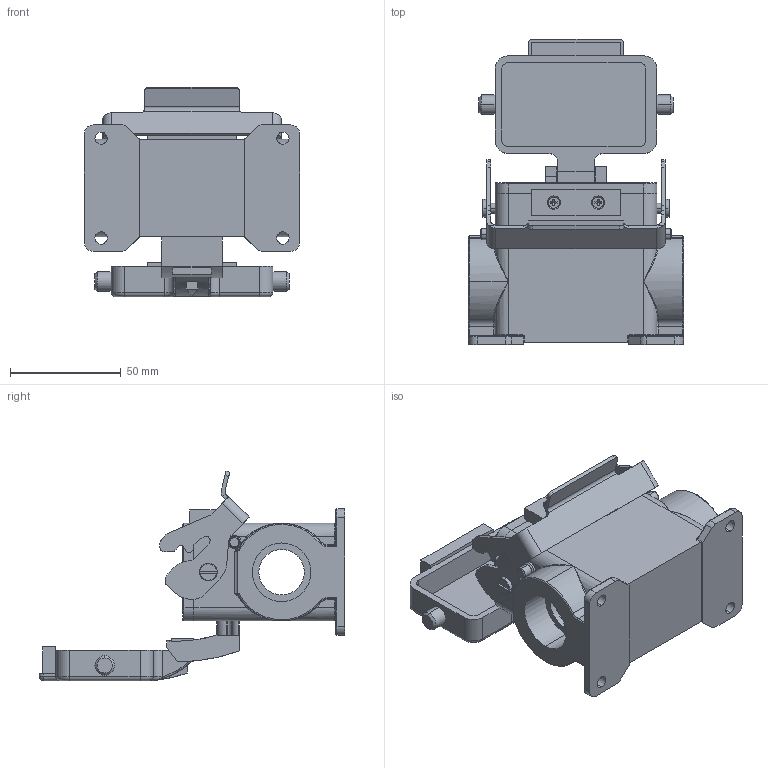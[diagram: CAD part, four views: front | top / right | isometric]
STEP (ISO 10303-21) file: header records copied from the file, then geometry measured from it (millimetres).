
FILE_DESCRIPTION (( 'STEP AP214' ), '1' );
FILE_NAME ('ZP-MC10B-2-SSM21CA.step', '2015-08-12T18:16:35', ( '' ), ( '' ), 'SwSTEP 2.0', 'SolidWorks 2014', '' );
FILE_SCHEMA (( 'AUTOMOTIVE_DESIGN' ));
Length unit declared in the file: millimetre
Products named in the file (1): ZP-MC10B-2-SSM21CA
Bounding box: 97 x 137.75 x 94.45 mm (x, y, z)
Volume: 146499.7 mm3; surface area: 75922.8 mm2
Topology: 11 solids, 11 shells, 610 faces, 1530 edges, 939 vertices
Faces by surface type: plane 236, cylinder 210, bspline 60, torus 59, cone 34, sphere 11
Entity records: 20525 total; most frequent: CARTESIAN_POINT 5229, ORIENTED_EDGE 3010, DIRECTION 2898, EDGE_CURVE 1505, AXIS2_PLACEMENT_3D 1066, VERTEX_POINT 939, VECTOR 766, LINE 766
